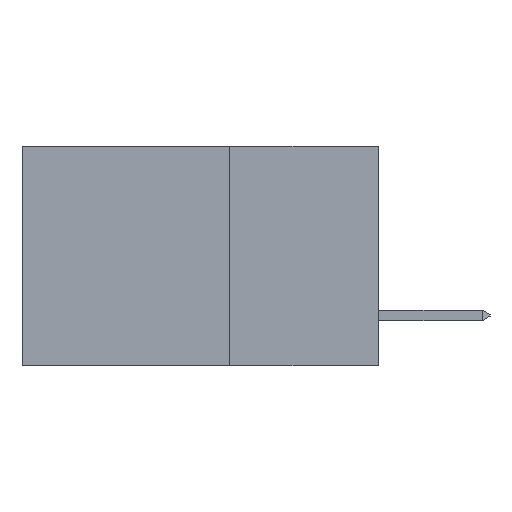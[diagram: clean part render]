
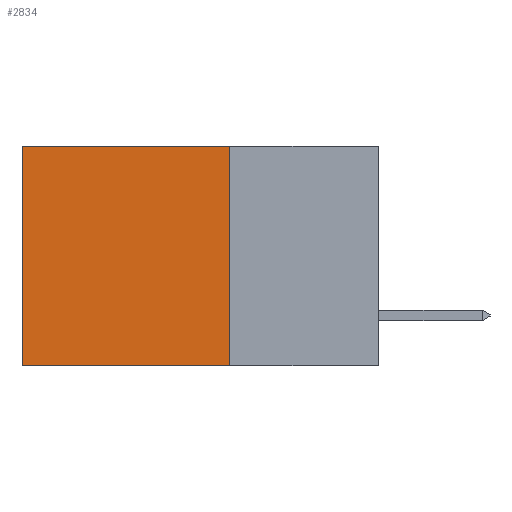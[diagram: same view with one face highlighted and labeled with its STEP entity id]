
A CAD part, left-side view. The second image highlights one B-rep face of the part: STEP entity #2834.
In plain terms, the highlighted planar face has unit normal (-1, 0, 0).
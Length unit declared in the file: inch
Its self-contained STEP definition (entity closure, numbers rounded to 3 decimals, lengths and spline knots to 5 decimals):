
#463 = LINE ( 'NONE', #3093, #15409 ) ;
#549 = DIRECTION ( 'NONE',  ( 0., 1., 0. ) ) ;
#613 = CARTESIAN_POINT ( 'NONE',  ( 0.2615, 0.25, 0. ) ) ;
#1310 = FACE_OUTER_BOUND ( 'NONE', #2643, .T. ) ;
#2643 = EDGE_LOOP ( 'NONE', ( #6087, #12354, #13808, #6911 ) ) ;
#2834 = ADVANCED_FACE ( 'NONE', ( #1310 ), #13344, .F. ) ;
#2893 = LINE ( 'NONE', #613, #10644 ) ;
#3023 = DIRECTION ( 'NONE',  ( 0., 1., 0. ) ) ;
#3093 = CARTESIAN_POINT ( 'NONE',  ( 0.2615, 0.25, -0.37 ) ) ;
#4098 = LINE ( 'NONE', #7149, #15378 ) ;
#6087 = ORIENTED_EDGE ( 'NONE', *, *, #17888, .T. ) ;
#6122 = CARTESIAN_POINT ( 'NONE',  ( 0.2615, 0.6, 0. ) ) ;
#6168 = EDGE_CURVE ( 'NONE', #15608, #14322, #463, .T. ) ;
#6446 = EDGE_CURVE ( 'NONE', #17721, #18069, #2893, .T. ) ;
#6911 = ORIENTED_EDGE ( 'NONE', *, *, #6446, .T. ) ;
#7149 = CARTESIAN_POINT ( 'NONE',  ( 0.2615, 0.25, -0.37 ) ) ;
#7212 = LINE ( 'NONE', #17903, #7703 ) ;
#7279 = DIRECTION ( 'NONE',  ( 0., 0., -1. ) ) ;
#7703 = VECTOR ( 'NONE', #7279, 39.37008 ) ;
#10644 = VECTOR ( 'NONE', #549, 39.37008 ) ;
#10966 = AXIS2_PLACEMENT_3D ( 'NONE', #13434, #13212, #13166 ) ;
#11520 = CARTESIAN_POINT ( 'NONE',  ( 0.2615, 0.25, 0. ) ) ;
#12354 = ORIENTED_EDGE ( 'NONE', *, *, #6168, .F. ) ;
#13166 = DIRECTION ( 'NONE',  ( 0., 0., -1. ) ) ;
#13212 = DIRECTION ( 'NONE',  ( 1., 0., 0. ) ) ;
#13344 = PLANE ( 'NONE',  #10966 ) ;
#13434 = CARTESIAN_POINT ( 'NONE',  ( 0.2615, 0.25, -0.37 ) ) ;
#13808 = ORIENTED_EDGE ( 'NONE', *, *, #17861, .F. ) ;
#13842 = CARTESIAN_POINT ( 'NONE',  ( 0.2615, 0.25, -0.37 ) ) ;
#14322 = VERTEX_POINT ( 'NONE', #16623 ) ;
#15378 = VECTOR ( 'NONE', #16397, 39.37008 ) ;
#15409 = VECTOR ( 'NONE', #3023, 39.37008 ) ;
#15608 = VERTEX_POINT ( 'NONE', #13842 ) ;
#16397 = DIRECTION ( 'NONE',  ( 0., 0., -1. ) ) ;
#16623 = CARTESIAN_POINT ( 'NONE',  ( 0.2615, 0.6, -0.37 ) ) ;
#17721 = VERTEX_POINT ( 'NONE', #11520 ) ;
#17861 = EDGE_CURVE ( 'NONE', #17721, #15608, #4098, .T. ) ;
#17888 = EDGE_CURVE ( 'NONE', #18069, #14322, #7212, .T. ) ;
#17903 = CARTESIAN_POINT ( 'NONE',  ( 0.2615, 0.6, -0.37 ) ) ;
#18069 = VERTEX_POINT ( 'NONE', #6122 ) ;
